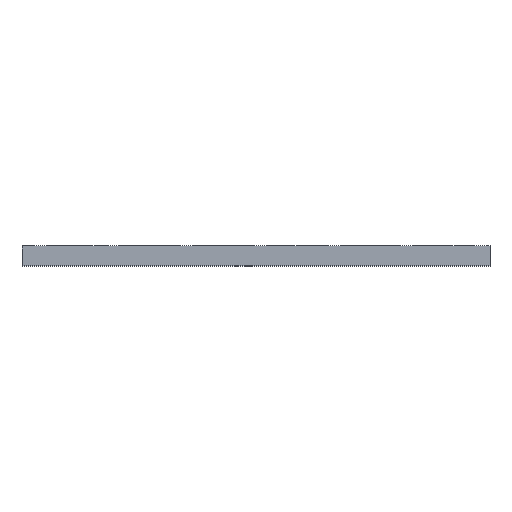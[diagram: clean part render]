
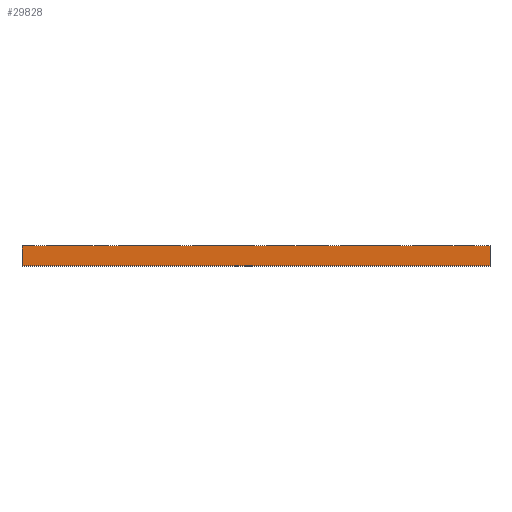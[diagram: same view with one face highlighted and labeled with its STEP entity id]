
A CAD part, top view. The second image highlights one B-rep face of the part: STEP entity #29828.
In plain terms, the highlighted planar face has unit normal (0, 0, 1).
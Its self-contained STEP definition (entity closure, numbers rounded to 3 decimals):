
#37=DIRECTION('',(0.,1.,0.));
#38=VECTOR('',#37,5.);
#39=CARTESIAN_POINT('',(0.,-5.,38.));
#40=LINE('',#39,#38);
#209=DIRECTION('',(1.,0.,0.));
#210=VECTOR('',#209,119.2);
#211=CARTESIAN_POINT('',(0.,0.,38.));
#212=LINE('',#211,#210);
#10973=DIRECTION('',(1.,0.,0.));
#10974=VECTOR('',#10973,119.2);
#10975=CARTESIAN_POINT('',(0.,-5.,38.));
#10976=LINE('',#10975,#10974);
#11037=DIRECTION('',(0.,1.,0.));
#11038=VECTOR('',#11037,5.);
#11039=CARTESIAN_POINT('',(119.2,-5.,38.));
#11040=LINE('',#11039,#11038);
#11057=CARTESIAN_POINT('',(0.,0.,38.));
#11059=VERTEX_POINT('',#11057);
#11071=CARTESIAN_POINT('',(0.,-5.,38.));
#11072=VERTEX_POINT('',#11071);
#11089=CARTESIAN_POINT('',(119.2,0.,38.));
#11091=VERTEX_POINT('',#11089);
#11103=CARTESIAN_POINT('',(119.2,-5.,38.));
#11104=VERTEX_POINT('',#11103);
#29816=CARTESIAN_POINT('',(0.,-5.,38.));
#29817=DIRECTION('',(0.,0.,1.));
#29818=DIRECTION('',(0.,1.,0.));
#29819=AXIS2_PLACEMENT_3D('',#29816,#29817,#29818);
#29820=PLANE('',#29819);
#29821=ORIENTED_EDGE('',*,*,#14288,.T.);
#29822=ORIENTED_EDGE('',*,*,#14509,.T.);
#29824=ORIENTED_EDGE('',*,*,#29823,.F.);
#29825=ORIENTED_EDGE('',*,*,#29808,.F.);
#29826=EDGE_LOOP('',(#29821,#29822,#29824,#29825));
#29827=FACE_OUTER_BOUND('',#29826,.F.);
#29828=ADVANCED_FACE('',(#29827),#29820,.T.);
#14288=EDGE_CURVE('',#11072,#11059,#40,.T.);
#14509=EDGE_CURVE('',#11059,#11091,#212,.T.);
#29808=EDGE_CURVE('',#11072,#11104,#10976,.T.);
#29823=EDGE_CURVE('',#11104,#11091,#11040,.T.);
